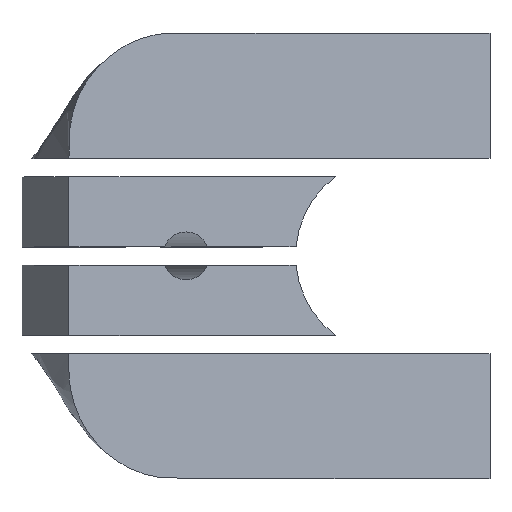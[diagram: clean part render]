
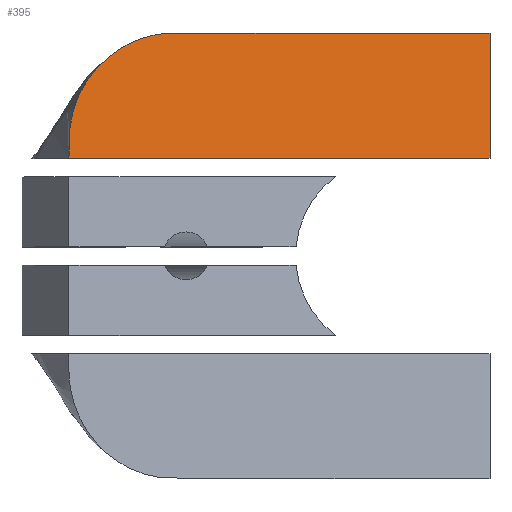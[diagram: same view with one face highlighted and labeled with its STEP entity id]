
A CAD part, top view. The second image highlights one B-rep face of the part: STEP entity #395.
In plain terms, the highlighted planar face has unit normal (0.216, 0, 0.976).
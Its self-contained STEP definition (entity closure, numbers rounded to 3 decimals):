
#39=FACE_OUTER_BOUND('',#65,.T.);
#65=EDGE_LOOP('',(#295,#296,#297,#298));
#87=B_SPLINE_CURVE_WITH_KNOTS('',3,(#641,#642,#643,#644,#645,#646),
 .UNSPECIFIED.,.F.,.F.,(4,2,4),(-0.177,-0.101,-0.002),
 .UNSPECIFIED.);
#88=B_SPLINE_CURVE_WITH_KNOTS('',3,(#647,#648,#649,#650,#651,#652,#653,
#654,#655,#656,#657,#658,#659,#660,#661,#662,#663,#664,#665,#666),
 .UNSPECIFIED.,.F.,.F.,(4,2,2,2,2,2,2,2,2,4),(-7.659,-7.412,
-7.147,-6.802,-6.456,-6.014,
-5.689,-4.875,-3.469,-1.993),
 .UNSPECIFIED.);
#123=LINE('',#637,#149);
#124=LINE('',#639,#150);
#149=VECTOR('',#494,10.);
#150=VECTOR('',#495,10.);
#177=VERTEX_POINT('',#635);
#178=VERTEX_POINT('',#636);
#179=VERTEX_POINT('',#638);
#180=VERTEX_POINT('',#640);
#221=EDGE_CURVE('',#177,#178,#123,.F.);
#222=EDGE_CURVE('',#179,#178,#124,.T.);
#223=EDGE_CURVE('',#180,#179,#87,.F.);
#224=EDGE_CURVE('',#177,#180,#88,.T.);
#295=ORIENTED_EDGE('',*,*,#221,.T.);
#296=ORIENTED_EDGE('',*,*,#222,.F.);
#297=ORIENTED_EDGE('',*,*,#223,.F.);
#298=ORIENTED_EDGE('',*,*,#224,.F.);
#376=PLANE('',#441);
#395=ADVANCED_FACE('',(#39),#376,.T.);
#441=AXIS2_PLACEMENT_3D('',#634,#492,#493);
#492=DIRECTION('center_axis',(0.216,0.,0.976));
#493=DIRECTION('ref_axis',(0.976,0.,-0.216));
#494=DIRECTION('',(-0.976,0.,0.216));
#495=DIRECTION('',(0.,-1.,0.));
#634=CARTESIAN_POINT('Origin',(-16.612,12.25,63.509));
#635=CARTESIAN_POINT('',(-55.875,25.5,72.214));
#636=CARTESIAN_POINT('',(1.254,25.5,59.548));
#637=CARTESIAN_POINT('',(-7.069,25.5,61.394));
#638=CARTESIAN_POINT('',(1.254,42.497,59.548));
#639=CARTESIAN_POINT('',(1.254,12.25,59.548));
#640=CARTESIAN_POINT('',(-0.454,42.497,59.927));
#641=CARTESIAN_POINT('Ctrl Pts',(1.254,42.497,59.548));
#642=CARTESIAN_POINT('Ctrl Pts',(1.007,42.497,59.603));
#643=CARTESIAN_POINT('Ctrl Pts',(0.76,42.497,59.658));
#644=CARTESIAN_POINT('Ctrl Pts',(0.19,42.497,59.784));
#645=CARTESIAN_POINT('Ctrl Pts',(-0.132,42.497,59.856));
#646=CARTESIAN_POINT('Ctrl Pts',(-0.454,42.497,59.927));
#647=CARTESIAN_POINT('Ctrl Pts',(-55.875,25.5,72.214));
#648=CARTESIAN_POINT('Ctrl Pts',(-55.875,28.297,72.214));
#649=CARTESIAN_POINT('Ctrl Pts',(-55.905,28.742,72.22));
#650=CARTESIAN_POINT('Ctrl Pts',(-55.462,31.55,72.122));
#651=CARTESIAN_POINT('Ctrl Pts',(-55.022,32.959,72.025));
#652=CARTESIAN_POINT('Ctrl Pts',(-53.557,35.998,71.7));
#653=CARTESIAN_POINT('Ctrl Pts',(-52.408,37.537,71.445));
#654=CARTESIAN_POINT('Ctrl Pts',(-49.597,40.077,70.822));
#655=CARTESIAN_POINT('Ctrl Pts',(-47.962,41.055,70.459));
#656=CARTESIAN_POINT('Ctrl Pts',(-43.929,42.486,69.565));
#657=CARTESIAN_POINT('Ctrl Pts',(-42.294,42.497,69.203));
#658=CARTESIAN_POINT('Ctrl Pts',(-39.727,42.497,68.634));
#659=CARTESIAN_POINT('Ctrl Pts',(-38.637,42.497,68.392));
#660=CARTESIAN_POINT('Ctrl Pts',(-34.825,42.497,67.547));
#661=CARTESIAN_POINT('Ctrl Pts',(-32.102,42.497,66.943));
#662=CARTESIAN_POINT('Ctrl Pts',(-24.674,42.497,65.297));
#663=CARTESIAN_POINT('Ctrl Pts',(-19.969,42.497,64.253));
#664=CARTESIAN_POINT('Ctrl Pts',(-10.327,42.497,62.116));
#665=CARTESIAN_POINT('Ctrl Pts',(-5.391,42.497,61.021));
#666=CARTESIAN_POINT('Ctrl Pts',(-0.454,42.497,59.927));
